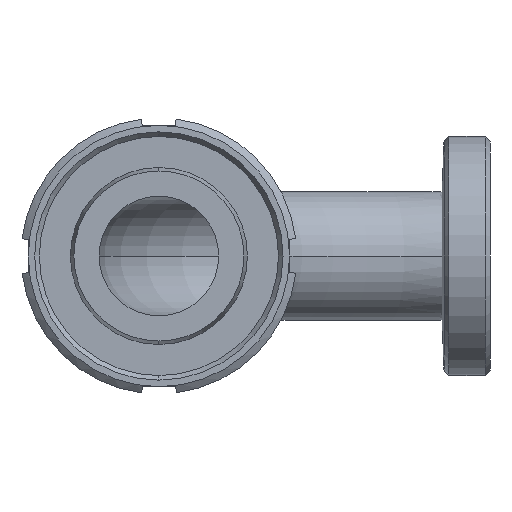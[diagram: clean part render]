
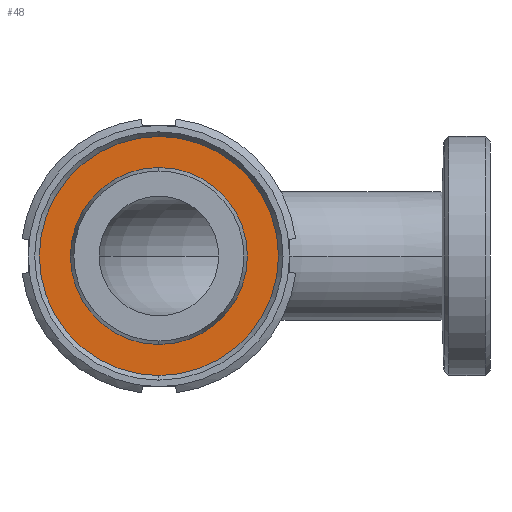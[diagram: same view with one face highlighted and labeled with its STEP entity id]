
A CAD part, front view. The second image highlights one B-rep face of the part: STEP entity #48.
In plain terms, the highlighted planar face has unit normal (0, -1, 0).
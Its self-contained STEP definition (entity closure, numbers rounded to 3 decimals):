
#48 = ADVANCED_FACE ( 'NONE', ( #125, #1957 ), #1934, .T. ) ;
#121 = EDGE_LOOP ( 'NONE', ( #829, #865 ) ) ;
#125 = FACE_BOUND ( 'NONE', #121, .T. ) ;
#159 = DIRECTION ( 'NONE',  ( 0., 0., 1. ) ) ;
#236 = EDGE_LOOP ( 'NONE', ( #604, #428 ) ) ;
#248 = DIRECTION ( 'NONE',  ( 0., 0., -1. ) ) ;
#304 = CIRCLE ( 'NONE', #1591, 27. ) ;
#396 = AXIS2_PLACEMENT_3D ( 'NONE', #2099, #2106, #582 ) ;
#428 = ORIENTED_EDGE ( 'NONE', *, *, #1457, .F. ) ;
#438 = DIRECTION ( 'NONE',  ( 0., -1., 0. ) ) ;
#448 = AXIS2_PLACEMENT_3D ( 'NONE', #2123, #438, #248 ) ;
#541 = DIRECTION ( 'NONE',  ( 0., 1., 0. ) ) ;
#582 = DIRECTION ( 'NONE',  ( 0., 0., 1. ) ) ;
#604 = ORIENTED_EDGE ( 'NONE', *, *, #1095, .F. ) ;
#635 = AXIS2_PLACEMENT_3D ( 'NONE', #1817, #1252, #159 ) ;
#714 = CARTESIAN_POINT ( 'NONE',  ( 0., 3.01, 0. ) ) ;
#815 = VERTEX_POINT ( 'NONE', #1465 ) ;
#829 = ORIENTED_EDGE ( 'NONE', *, *, #1024, .T. ) ;
#852 = CIRCLE ( 'NONE', #2097, 14.02 ) ;
#865 = ORIENTED_EDGE ( 'NONE', *, *, #1563, .T. ) ;
#875 = VERTEX_POINT ( 'NONE', #1139 ) ;
#928 = CARTESIAN_POINT ( 'NONE',  ( 0., 3.01, 0. ) ) ;
#1003 = CARTESIAN_POINT ( 'NONE',  ( 0., 3.01, -27. ) ) ;
#1024 = EDGE_CURVE ( 'NONE', #815, #875, #1615, .T. ) ;
#1026 = VERTEX_POINT ( 'NONE', #1393 ) ;
#1095 = EDGE_CURVE ( 'NONE', #1026, #1746, #1544, .T. ) ;
#1118 = DIRECTION ( 'NONE',  ( 0., 0., 1. ) ) ;
#1139 = CARTESIAN_POINT ( 'NONE',  ( 0., 3.01, -14.02 ) ) ;
#1243 = DIRECTION ( 'NONE',  ( 0., 0., 1. ) ) ;
#1252 = DIRECTION ( 'NONE',  ( 0., 1., 0. ) ) ;
#1393 = CARTESIAN_POINT ( 'NONE',  ( 0., 3.01, 27. ) ) ;
#1457 = EDGE_CURVE ( 'NONE', #1746, #1026, #304, .T. ) ;
#1465 = CARTESIAN_POINT ( 'NONE',  ( 0., 3.01, 14.02 ) ) ;
#1544 = CIRCLE ( 'NONE', #635, 27. ) ;
#1563 = EDGE_CURVE ( 'NONE', #875, #815, #852, .T. ) ;
#1591 = AXIS2_PLACEMENT_3D ( 'NONE', #714, #541, #1243 ) ;
#1615 = CIRCLE ( 'NONE', #396, 14.02 ) ;
#1746 = VERTEX_POINT ( 'NONE', #1003 ) ;
#1817 = CARTESIAN_POINT ( 'NONE',  ( 0., 3.01, 0. ) ) ;
#1934 = PLANE ( 'NONE',  #448 ) ;
#1957 = FACE_OUTER_BOUND ( 'NONE', #236, .T. ) ;
#2097 = AXIS2_PLACEMENT_3D ( 'NONE', #928, #2150, #1118 ) ;
#2099 = CARTESIAN_POINT ( 'NONE',  ( 0., 3.01, 0. ) ) ;
#2106 = DIRECTION ( 'NONE',  ( 0., 1., 0. ) ) ;
#2123 = CARTESIAN_POINT ( 'NONE',  ( -14.02, 3.01, 0. ) ) ;
#2150 = DIRECTION ( 'NONE',  ( 0., 1., 0. ) ) ;
